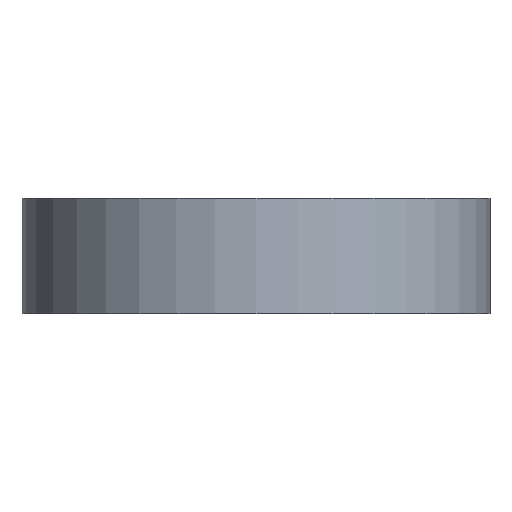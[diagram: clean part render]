
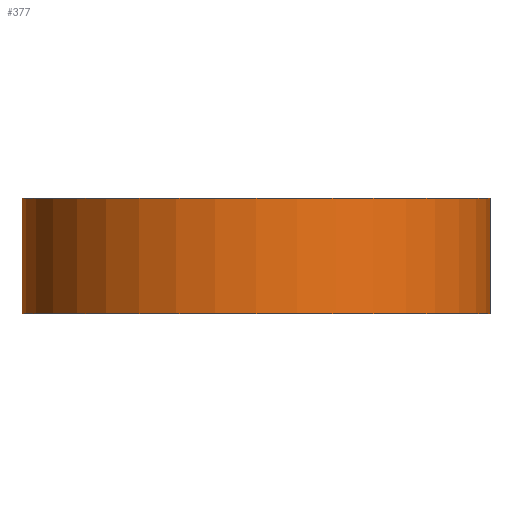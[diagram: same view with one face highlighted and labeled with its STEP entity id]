
A CAD part, front view. The second image highlights one B-rep face of the part: STEP entity #377.
In plain terms, the highlighted cylindrical face has radius 32.131 mm (diameter 64.262 mm), a partial arc.
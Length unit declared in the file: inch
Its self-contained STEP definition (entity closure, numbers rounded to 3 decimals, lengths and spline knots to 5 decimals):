
#14 = VECTOR ( 'NONE', #111, 39.37008 ) ;
#40 = ORIENTED_EDGE ( 'NONE', *, *, #279, .T. ) ;
#43 = CARTESIAN_POINT ( 'NONE',  ( 0., 0., 0. ) ) ;
#46 = DIRECTION ( 'NONE',  ( 0., 0., 1. ) ) ;
#84 = LINE ( 'NONE', #432, #531 ) ;
#93 = EDGE_CURVE ( 'NONE', #649, #419, #176, .T. ) ;
#101 = EDGE_CURVE ( 'NONE', #649, #189, #223, .T. ) ;
#111 = DIRECTION ( 'NONE',  ( 0., 0., 1. ) ) ;
#123 = DIRECTION ( 'NONE',  ( 0., 0., 1. ) ) ;
#131 = CIRCLE ( 'NONE', #502, 1.265 ) ;
#136 = VERTEX_POINT ( 'NONE', #310 ) ;
#176 = LINE ( 'NONE', #476, #14 ) ;
#189 = VERTEX_POINT ( 'NONE', #328 ) ;
#210 = CARTESIAN_POINT ( 'NONE',  ( 0., 0., -0.625 ) ) ;
#211 = EDGE_LOOP ( 'NONE', ( #216, #373, #40, #270 ) ) ;
#216 = ORIENTED_EDGE ( 'NONE', *, *, #93, .F. ) ;
#223 = CIRCLE ( 'NONE', #361, 1.265 ) ;
#249 = DIRECTION ( 'NONE',  ( 1., 0., 0. ) ) ;
#253 = CYLINDRICAL_SURFACE ( 'NONE', #307, 1.265 ) ;
#270 = ORIENTED_EDGE ( 'NONE', *, *, #368, .F. ) ;
#279 = EDGE_CURVE ( 'NONE', #189, #136, #84, .T. ) ;
#295 = DIRECTION ( 'NONE',  ( 1., 0., 0. ) ) ;
#307 = AXIS2_PLACEMENT_3D ( 'NONE', #452, #46, #249 ) ;
#310 = CARTESIAN_POINT ( 'NONE',  ( 1.265, 0., 0. ) ) ;
#328 = CARTESIAN_POINT ( 'NONE',  ( 1.265, 0., -0.625 ) ) ;
#357 = CARTESIAN_POINT ( 'NONE',  ( -1.265, 0., -0.625 ) ) ;
#361 = AXIS2_PLACEMENT_3D ( 'NONE', #210, #123, #570 ) ;
#368 = EDGE_CURVE ( 'NONE', #419, #136, #131, .T. ) ;
#373 = ORIENTED_EDGE ( 'NONE', *, *, #101, .T. ) ;
#377 = ADVANCED_FACE ( 'NONE', ( #499 ), #253, .T. ) ;
#385 = DIRECTION ( 'NONE',  ( 0., 0., 1. ) ) ;
#419 = VERTEX_POINT ( 'NONE', #449 ) ;
#432 = CARTESIAN_POINT ( 'NONE',  ( 1.265, 0., 0. ) ) ;
#449 = CARTESIAN_POINT ( 'NONE',  ( -1.265, 0., 0. ) ) ;
#452 = CARTESIAN_POINT ( 'NONE',  ( 0., 0., 0. ) ) ;
#476 = CARTESIAN_POINT ( 'NONE',  ( -1.265, 0., 0. ) ) ;
#499 = FACE_OUTER_BOUND ( 'NONE', #211, .T. ) ;
#502 = AXIS2_PLACEMENT_3D ( 'NONE', #43, #602, #295 ) ;
#531 = VECTOR ( 'NONE', #385, 39.37008 ) ;
#570 = DIRECTION ( 'NONE',  ( 1., 0., 0. ) ) ;
#602 = DIRECTION ( 'NONE',  ( 0., 0., 1. ) ) ;
#649 = VERTEX_POINT ( 'NONE', #357 ) ;
